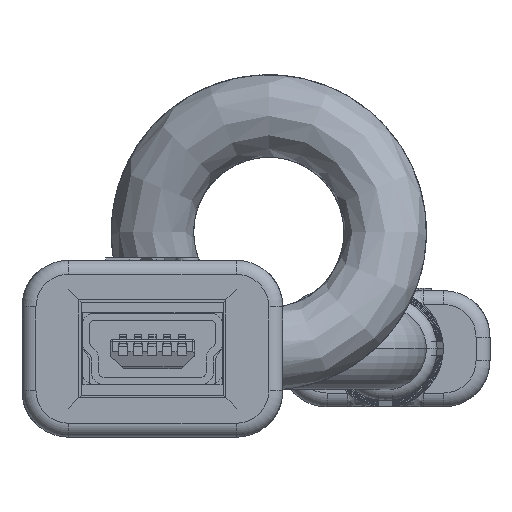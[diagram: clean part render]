
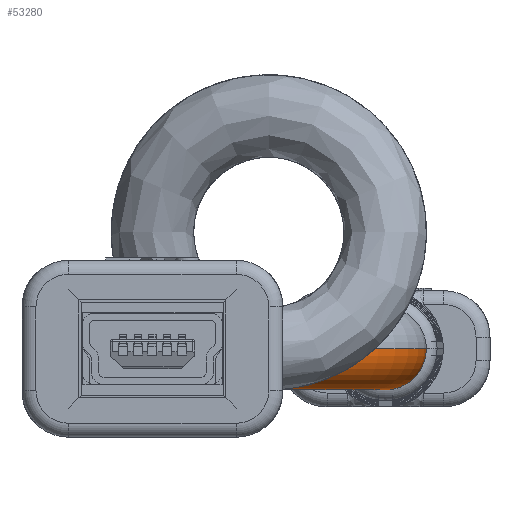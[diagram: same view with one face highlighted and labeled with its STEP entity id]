
A CAD part, front view. The second image highlights one B-rep face of the part: STEP entity #53280.
In plain terms, the highlighted toroidal (fillet/blend) face has major radius 5.08 mm and minor radius 2.248 mm.
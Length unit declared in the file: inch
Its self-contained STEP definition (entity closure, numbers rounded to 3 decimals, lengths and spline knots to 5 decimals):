
#33560 = CARTESIAN_POINT ( 'NONE',  ( 0.05, 3.7, -0.25 ) ) ;
#33638 = DIRECTION ( 'NONE',  ( 1., 0., 0. ) ) ;
#33640 = DIRECTION ( 'NONE',  ( 0., 0., 1. ) ) ;
#33642 = CARTESIAN_POINT ( 'NONE',  ( 0.05, 3.7, -0.25 ) ) ;
#33643 = AXIS2_PLACEMENT_3D ( 'NONE', #33642, #33640, #33638 ) ;
#33644 = CIRCLE ( 'NONE', #33643, 0.2885 ) ;
#33651 = CARTESIAN_POINT ( 'NONE',  ( 0.3385, 3.7, -0.25 ) ) ;
#33677 = CARTESIAN_POINT ( 'NONE',  ( 0.1615, 3.7, -0.25 ) ) ;
#33689 = DIRECTION ( 'NONE',  ( 1., 0., 0. ) ) ;
#33691 = DIRECTION ( 'NONE',  ( 0., 0., 1. ) ) ;
#33692 = AXIS2_PLACEMENT_3D ( 'NONE', #33560, #33691, #33689 ) ;
#33693 = CIRCLE ( 'NONE', #33692, 0.1115 ) ;
#33711 = CARTESIAN_POINT ( 'NONE',  ( 0.05, 3.4115, -0.25 ) ) ;
#33965 = CARTESIAN_POINT ( 'NONE',  ( 0.05, 3.5885, -0.25 ) ) ;
#33977 = DIRECTION ( 'NONE',  ( 0., 0., -1. ) ) ;
#33978 = DIRECTION ( 'NONE',  ( 1., 0., 0. ) ) ;
#33979 = CARTESIAN_POINT ( 'NONE',  ( 0.05, 3.5, -0.25 ) ) ;
#33981 = AXIS2_PLACEMENT_3D ( 'NONE', #33979, #33978, #33977 ) ;
#33982 = CIRCLE ( 'NONE', #33981, 0.0885 ) ;
#33988 = CARTESIAN_POINT ( 'NONE',  ( 0.05, 3.5, -0.3385 ) ) ;
#34552 = CARTESIAN_POINT ( 'NONE',  ( 0.25, 3.7, -0.3385 ) ) ;
#35516 = DIRECTION ( 'NONE',  ( 0., 0., -1. ) ) ;
#35518 = DIRECTION ( 'NONE',  ( 0., 1., 0. ) ) ;
#35520 = CARTESIAN_POINT ( 'NONE',  ( 0.25, 3.7, -0.25 ) ) ;
#35521 = AXIS2_PLACEMENT_3D ( 'NONE', #35520, #35518, #35516 ) ;
#35523 = CIRCLE ( 'NONE', #35521, 0.0885 ) ;
#36108 = DIRECTION ( 'NONE',  ( 1., 0., 0. ) ) ;
#36110 = DIRECTION ( 'NONE',  ( 0., 0., 1. ) ) ;
#36111 = CARTESIAN_POINT ( 'NONE',  ( 0.05, 3.7, -0.25 ) ) ;
#36112 = AXIS2_PLACEMENT_3D ( 'NONE', #36111, #36110, #36108 ) ;
#36120 = TOROIDAL_SURFACE ( 'NONE', #36112, 0.2, 0.0885 ) ;
#36122 = FACE_OUTER_BOUND ( 'NONE', #53265, .T. ) ;
#36123 = DIRECTION ( 'NONE',  ( 0., 0., -1. ) ) ;
#36125 = DIRECTION ( 'NONE',  ( 1., 0., 0. ) ) ;
#36126 = CARTESIAN_POINT ( 'NONE',  ( 0.05, 3.5, -0.25 ) ) ;
#36127 = AXIS2_PLACEMENT_3D ( 'NONE', #36126, #36125, #36123 ) ;
#36129 = CIRCLE ( 'NONE', #36127, 0.0885 ) ;
#36135 = DIRECTION ( 'NONE',  ( 0., 0., -1. ) ) ;
#36137 = DIRECTION ( 'NONE',  ( 0., 1., 0. ) ) ;
#36139 = CARTESIAN_POINT ( 'NONE',  ( 0.25, 3.7, -0.25 ) ) ;
#36140 = AXIS2_PLACEMENT_3D ( 'NONE', #36139, #36137, #36135 ) ;
#36142 = CIRCLE ( 'NONE', #36140, 0.0885 ) ;
#53068 = EDGE_CURVE ( 'NONE', #53139, #53073, #33693, .T. ) ;
#53073 = VERTEX_POINT ( 'NONE', #33677 ) ;
#53087 = VERTEX_POINT ( 'NONE', #33651 ) ;
#53089 = EDGE_CURVE ( 'NONE', #53093, #53087, #33644, .T. ) ;
#53093 = VERTEX_POINT ( 'NONE', #33711 ) ;
#53139 = VERTEX_POINT ( 'NONE', #33965 ) ;
#53182 = VERTEX_POINT ( 'NONE', #33988 ) ;
#53184 = EDGE_CURVE ( 'NONE', #53182, #53139, #33982, .T. ) ;
#53211 = VERTEX_POINT ( 'NONE', #34552 ) ;
#53232 = EDGE_CURVE ( 'NONE', #53087, #53211, #35523, .T. ) ;
#53265 = EDGE_LOOP ( 'NONE', ( #53278, #53277, #53275, #53271, #53266, #53291 ) ) ;
#53266 = ORIENTED_EDGE ( 'NONE', *, *, #53268, .F. ) ;
#53268 = EDGE_CURVE ( 'NONE', #53211, #53073, #36142, .T. ) ;
#53271 = ORIENTED_EDGE ( 'NONE', *, *, #53068, .T. ) ;
#53275 = ORIENTED_EDGE ( 'NONE', *, *, #53184, .T. ) ;
#53276 = EDGE_CURVE ( 'NONE', #53093, #53182, #36129, .T. ) ;
#53277 = ORIENTED_EDGE ( 'NONE', *, *, #53276, .T. ) ;
#53278 = ORIENTED_EDGE ( 'NONE', *, *, #53089, .F. ) ;
#53280 = ADVANCED_FACE ( 'NONE', ( #36122 ), #36120, .T. ) ;
#53291 = ORIENTED_EDGE ( 'NONE', *, *, #53232, .F. ) ;
